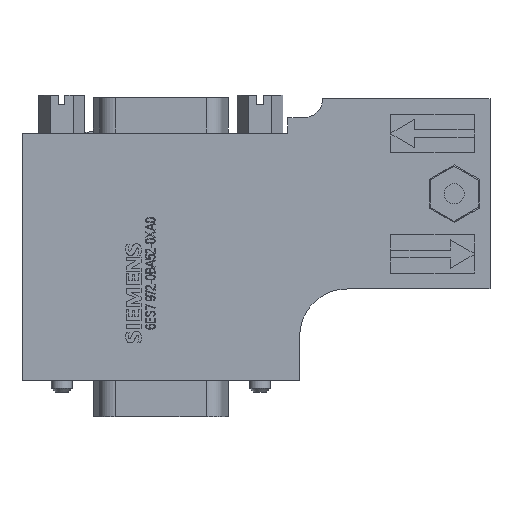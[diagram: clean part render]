
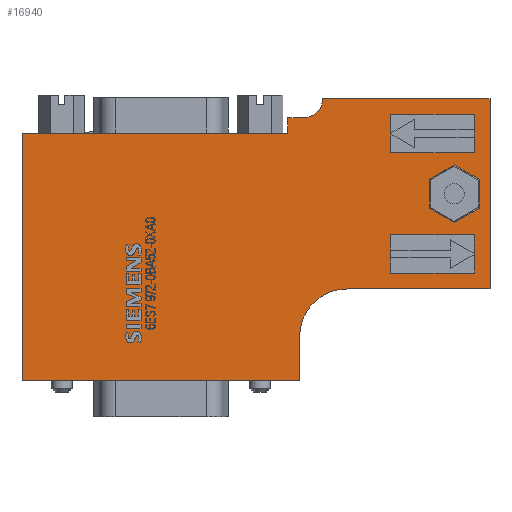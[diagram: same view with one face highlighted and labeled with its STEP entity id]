
A CAD part, left-side view. The second image highlights one B-rep face of the part: STEP entity #16940.
In plain terms, the highlighted face is planar.
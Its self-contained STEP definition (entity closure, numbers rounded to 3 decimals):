
#240=LINE('',#38241,#3023);
#241=LINE('',#38244,#3024);
#242=LINE('',#38246,#3025);
#243=LINE('',#38248,#3026);
#244=LINE('',#38250,#3027);
#245=LINE('',#38252,#3028);
#246=LINE('',#38254,#3029);
#247=LINE('',#38256,#3030);
#248=LINE('',#38257,#3031);
#249=LINE('',#38262,#3032);
#250=LINE('',#38264,#3033);
#251=LINE('',#38266,#3034);
#252=LINE('',#38268,#3035);
#253=LINE('',#38270,#3036);
#254=LINE('',#38272,#3037);
#255=LINE('',#38276,#3038);
#256=LINE('',#38278,#3039);
#257=LINE('',#38279,#3040);
#258=LINE('',#38282,#3041);
#259=LINE('',#38284,#3042);
#260=LINE('',#38286,#3043);
#261=LINE('',#38288,#3044);
#262=LINE('',#38290,#3045);
#263=LINE('',#38291,#3046);
#264=LINE('',#38294,#3047);
#265=LINE('',#38296,#3048);
#266=LINE('',#38298,#3049);
#267=LINE('',#38300,#3050);
#268=LINE('',#38302,#3051);
#269=LINE('',#38304,#3052);
#270=LINE('',#38306,#3053);
#3023=VECTOR('',#32679,1.);
#3024=VECTOR('',#32680,1.);
#3025=VECTOR('',#32681,1.);
#3026=VECTOR('',#32682,1.);
#3027=VECTOR('',#32683,1.);
#3028=VECTOR('',#32684,1.);
#3029=VECTOR('',#32685,1.);
#3030=VECTOR('',#32686,1.);
#3031=VECTOR('',#32687,1.);
#3032=VECTOR('',#32690,1.);
#3033=VECTOR('',#32691,1.);
#3034=VECTOR('',#32692,1.);
#3035=VECTOR('',#32693,1.);
#3036=VECTOR('',#32694,1.);
#3037=VECTOR('',#32695,1.);
#3038=VECTOR('',#32698,1.);
#3039=VECTOR('',#32699,1.);
#3040=VECTOR('',#32700,1.);
#3041=VECTOR('',#32701,1.);
#3042=VECTOR('',#32702,1.);
#3043=VECTOR('',#32703,1.);
#3044=VECTOR('',#32704,1.);
#3045=VECTOR('',#32705,1.);
#3046=VECTOR('',#32706,1.);
#3047=VECTOR('',#32707,1.);
#3048=VECTOR('',#32708,1.);
#3049=VECTOR('',#32709,1.);
#3050=VECTOR('',#32710,1.);
#3051=VECTOR('',#32711,1.);
#3052=VECTOR('',#32712,1.);
#3053=VECTOR('',#32713,1.);
#14767=PLANE('',#31306);
#16940=ADVANCED_FACE('',(#18237,#18238,#18239,#18240),#14767,.T.);
#18237=FACE_BOUND('',#18447,.T.);
#18238=FACE_BOUND('',#18448,.T.);
#18239=FACE_BOUND('',#18449,.T.);
#18240=FACE_BOUND('',#18450,.T.);
#18447=EDGE_LOOP('',(#19772,#19773,#19774,#19775,#19776,#19777,#19778,#19779));
#18448=EDGE_LOOP('',(#19780,#19781,#19782,#19783,#19784,#19785,#19786,#19787,
#19788,#19789,#19790));
#18449=EDGE_LOOP('',(#19791,#19792,#19793,#19794,#19795,#19796));
#18450=EDGE_LOOP('',(#19797,#19798,#19799,#19800,#19801,#19802,#19803,#19804));
#19772=ORIENTED_EDGE('',*,*,#28009,.T.);
#19773=ORIENTED_EDGE('',*,*,#28010,.F.);
#19774=ORIENTED_EDGE('',*,*,#28011,.F.);
#19775=ORIENTED_EDGE('',*,*,#28012,.F.);
#19776=ORIENTED_EDGE('',*,*,#28013,.T.);
#19777=ORIENTED_EDGE('',*,*,#28014,.T.);
#19778=ORIENTED_EDGE('',*,*,#28015,.T.);
#19779=ORIENTED_EDGE('',*,*,#28016,.T.);
#19780=ORIENTED_EDGE('',*,*,#28017,.F.);
#19781=ORIENTED_EDGE('',*,*,#28018,.F.);
#19782=ORIENTED_EDGE('',*,*,#28019,.F.);
#19783=ORIENTED_EDGE('',*,*,#28020,.F.);
#19784=ORIENTED_EDGE('',*,*,#28021,.F.);
#19785=ORIENTED_EDGE('',*,*,#28022,.F.);
#19786=ORIENTED_EDGE('',*,*,#28023,.F.);
#19787=ORIENTED_EDGE('',*,*,#28024,.F.);
#19788=ORIENTED_EDGE('',*,*,#28025,.F.);
#19789=ORIENTED_EDGE('',*,*,#28026,.F.);
#19790=ORIENTED_EDGE('',*,*,#28027,.F.);
#19791=ORIENTED_EDGE('',*,*,#28028,.F.);
#19792=ORIENTED_EDGE('',*,*,#28029,.F.);
#19793=ORIENTED_EDGE('',*,*,#28030,.F.);
#19794=ORIENTED_EDGE('',*,*,#28031,.F.);
#19795=ORIENTED_EDGE('',*,*,#28032,.F.);
#19796=ORIENTED_EDGE('',*,*,#28033,.F.);
#19797=ORIENTED_EDGE('',*,*,#28034,.F.);
#19798=ORIENTED_EDGE('',*,*,#28035,.F.);
#19799=ORIENTED_EDGE('',*,*,#28036,.F.);
#19800=ORIENTED_EDGE('',*,*,#28037,.F.);
#19801=ORIENTED_EDGE('',*,*,#28038,.F.);
#19802=ORIENTED_EDGE('',*,*,#28039,.F.);
#19803=ORIENTED_EDGE('',*,*,#28040,.F.);
#19804=ORIENTED_EDGE('',*,*,#28041,.F.);
#25938=VERTEX_POINT('',#38242);
#25939=VERTEX_POINT('',#38243);
#25940=VERTEX_POINT('',#38245);
#25941=VERTEX_POINT('',#38247);
#25942=VERTEX_POINT('',#38249);
#25943=VERTEX_POINT('',#38251);
#25944=VERTEX_POINT('',#38253);
#25945=VERTEX_POINT('',#38255);
#25946=VERTEX_POINT('',#38258);
#25947=VERTEX_POINT('',#38259);
#25948=VERTEX_POINT('',#38261);
#25949=VERTEX_POINT('',#38263);
#25950=VERTEX_POINT('',#38265);
#25951=VERTEX_POINT('',#38267);
#25952=VERTEX_POINT('',#38269);
#25953=VERTEX_POINT('',#38271);
#25954=VERTEX_POINT('',#38273);
#25955=VERTEX_POINT('',#38275);
#25956=VERTEX_POINT('',#38277);
#25957=VERTEX_POINT('',#38280);
#25958=VERTEX_POINT('',#38281);
#25959=VERTEX_POINT('',#38283);
#25960=VERTEX_POINT('',#38285);
#25961=VERTEX_POINT('',#38287);
#25962=VERTEX_POINT('',#38289);
#25963=VERTEX_POINT('',#38292);
#25964=VERTEX_POINT('',#38293);
#25965=VERTEX_POINT('',#38295);
#25966=VERTEX_POINT('',#38297);
#25967=VERTEX_POINT('',#38299);
#25968=VERTEX_POINT('',#38301);
#25969=VERTEX_POINT('',#38303);
#25970=VERTEX_POINT('',#38305);
#28009=EDGE_CURVE('',#25938,#25939,#240,.T.);
#28010=EDGE_CURVE('',#25940,#25939,#241,.T.);
#28011=EDGE_CURVE('',#25941,#25940,#242,.T.);
#28012=EDGE_CURVE('',#25942,#25941,#243,.T.);
#28013=EDGE_CURVE('',#25942,#25943,#244,.T.);
#28014=EDGE_CURVE('',#25943,#25944,#245,.T.);
#28015=EDGE_CURVE('',#25944,#25945,#246,.T.);
#28016=EDGE_CURVE('',#25945,#25938,#247,.T.);
#28017=EDGE_CURVE('',#25946,#25947,#248,.T.);
#28018=EDGE_CURVE('',#25948,#25946,#31093,.T.);
#28019=EDGE_CURVE('',#25949,#25948,#249,.T.);
#28020=EDGE_CURVE('',#25950,#25949,#250,.T.);
#28021=EDGE_CURVE('',#25951,#25950,#251,.T.);
#28022=EDGE_CURVE('',#25952,#25951,#252,.T.);
#28023=EDGE_CURVE('',#25953,#25952,#253,.T.);
#28024=EDGE_CURVE('',#25954,#25953,#254,.T.);
#28025=EDGE_CURVE('',#25955,#25954,#31094,.T.);
#28026=EDGE_CURVE('',#25956,#25955,#255,.T.);
#28027=EDGE_CURVE('',#25947,#25956,#256,.T.);
#28028=EDGE_CURVE('',#25957,#25958,#257,.T.);
#28029=EDGE_CURVE('',#25959,#25957,#258,.T.);
#28030=EDGE_CURVE('',#25960,#25959,#259,.T.);
#28031=EDGE_CURVE('',#25961,#25960,#260,.T.);
#28032=EDGE_CURVE('',#25962,#25961,#261,.T.);
#28033=EDGE_CURVE('',#25958,#25962,#262,.T.);
#28034=EDGE_CURVE('',#25963,#25964,#263,.T.);
#28035=EDGE_CURVE('',#25965,#25963,#264,.T.);
#28036=EDGE_CURVE('',#25966,#25965,#265,.T.);
#28037=EDGE_CURVE('',#25967,#25966,#266,.T.);
#28038=EDGE_CURVE('',#25968,#25967,#267,.T.);
#28039=EDGE_CURVE('',#25969,#25968,#268,.T.);
#28040=EDGE_CURVE('',#25970,#25969,#269,.T.);
#28041=EDGE_CURVE('',#25964,#25970,#270,.T.);
#31093=CIRCLE('',#31304,2.4);
#31094=CIRCLE('',#31305,6.);
#31304=AXIS2_PLACEMENT_3D('',#38260,#32688,#32689);
#31305=AXIS2_PLACEMENT_3D('',#38274,#32696,#32697);
#31306=AXIS2_PLACEMENT_3D('',#38307,#32714,#32715);
#32679=DIRECTION('',(1.,0.,0.));
#32680=DIRECTION('',(-1.,0.,0.));
#32681=DIRECTION('',(0.,0.,1.));
#32682=DIRECTION('',(1.,0.,0.));
#32683=DIRECTION('',(-1.,0.,0.));
#32684=DIRECTION('',(-1.,0.,0.));
#32685=DIRECTION('',(0.,0.,1.));
#32686=DIRECTION('',(1.,0.,0.));
#32687=DIRECTION('',(0.,0.,1.));
#32688=DIRECTION('',(0.,-1.,0.));
#32689=DIRECTION('',(0.294,0.,0.956));
#32690=DIRECTION('',(0.,0.,1.));
#32691=DIRECTION('',(-1.,0.,0.));
#32692=DIRECTION('',(0.,0.,1.));
#32693=DIRECTION('',(-1.,0.,0.));
#32694=DIRECTION('',(0.,0.,-1.));
#32695=DIRECTION('',(1.,0.,0.));
#32696=DIRECTION('',(0.,-1.,0.));
#32697=DIRECTION('',(0.,0.,-1.));
#32698=DIRECTION('',(0.,0.,-1.));
#32699=DIRECTION('',(1.,0.,0.));
#32700=DIRECTION('',(0.5,0.,-0.866));
#32701=DIRECTION('',(-0.5,0.,-0.866));
#32702=DIRECTION('',(-1.,0.,0.));
#32703=DIRECTION('',(-0.5,0.,0.866));
#32704=DIRECTION('',(0.5,0.,0.866));
#32705=DIRECTION('',(1.,0.,0.));
#32706=DIRECTION('',(1.,0.,0.));
#32707=DIRECTION('',(1.,0.,0.));
#32708=DIRECTION('',(1.,0.,0.));
#32709=DIRECTION('',(0.,0.,-1.));
#32710=DIRECTION('',(-1.,0.,0.));
#32711=DIRECTION('',(-1.,0.,0.));
#32712=DIRECTION('',(-1.,0.,0.));
#32713=DIRECTION('',(0.,0.,1.));
#32714=DIRECTION('',(0.,-1.,0.));
#32715=DIRECTION('',(0.,0.,-1.));
#38241=CARTESIAN_POINT('',(-34.1,-9.4,55.5));
#38242=CARTESIAN_POINT('',(-34.1,-9.4,55.5));
#38243=CARTESIAN_POINT('',(-33.1,-9.4,55.5));
#38244=CARTESIAN_POINT('',(-31.15,-9.4,55.5));
#38245=CARTESIAN_POINT('',(-31.15,-9.4,55.5));
#38246=CARTESIAN_POINT('',(-31.15,-9.4,45.));
#38247=CARTESIAN_POINT('',(-31.15,-9.4,45.));
#38248=CARTESIAN_POINT('',(-33.542,-9.4,45.));
#38249=CARTESIAN_POINT('',(-33.542,-9.4,45.));
#38250=CARTESIAN_POINT('',(-33.542,-9.4,45.));
#38251=CARTESIAN_POINT('',(-33.658,-9.4,45.));
#38252=CARTESIAN_POINT('',(-33.658,-9.4,45.));
#38253=CARTESIAN_POINT('',(-36.,-9.4,45.));
#38254=CARTESIAN_POINT('',(-36.,-9.4,45.));
#38255=CARTESIAN_POINT('',(-36.,-9.4,55.5));
#38256=CARTESIAN_POINT('',(-36.,-9.4,55.5));
#38257=CARTESIAN_POINT('',(-38.,-9.4,36.4));
#38258=CARTESIAN_POINT('',(-38.,-9.4,36.4));
#38259=CARTESIAN_POINT('',(-38.,-9.4,57.5));
#38260=CARTESIAN_POINT('',(-38.,-9.4,34.));
#38261=CARTESIAN_POINT('',(-35.6,-9.4,34.));
#38262=CARTESIAN_POINT('',(-35.6,-9.4,32.));
#38263=CARTESIAN_POINT('',(-35.6,-9.4,32.));
#38264=CARTESIAN_POINT('',(-33.6,-9.4,32.));
#38265=CARTESIAN_POINT('',(-33.6,-9.4,32.));
#38266=CARTESIAN_POINT('',(-33.6,-9.4,-1.5));
#38267=CARTESIAN_POINT('',(-33.6,-9.4,-1.5));
#38268=CARTESIAN_POINT('',(-2.4,-9.4,-1.5));
#38269=CARTESIAN_POINT('',(-2.4,-9.4,-1.5));
#38270=CARTESIAN_POINT('',(-2.4,-9.4,33.5));
#38271=CARTESIAN_POINT('',(-2.4,-9.4,33.5));
#38272=CARTESIAN_POINT('',(-8.,-9.4,33.5));
#38273=CARTESIAN_POINT('',(-8.,-9.4,33.5));
#38274=CARTESIAN_POINT('',(-8.,-9.4,39.5));
#38275=CARTESIAN_POINT('',(-14.,-9.4,39.5));
#38276=CARTESIAN_POINT('',(-14.,-9.4,57.5));
#38277=CARTESIAN_POINT('',(-14.,-9.4,57.5));
#38278=CARTESIAN_POINT('',(-38.,-9.4,57.5));
#38279=CARTESIAN_POINT('',(-29.637,-9.4,53.));
#38280=CARTESIAN_POINT('',(-29.637,-9.4,53.));
#38281=CARTESIAN_POINT('',(-27.819,-9.4,49.85));
#38282=CARTESIAN_POINT('',(-27.819,-9.4,56.15));
#38283=CARTESIAN_POINT('',(-27.819,-9.4,56.15));
#38284=CARTESIAN_POINT('',(-24.181,-9.4,56.15));
#38285=CARTESIAN_POINT('',(-24.181,-9.4,56.15));
#38286=CARTESIAN_POINT('',(-22.363,-9.4,53.));
#38287=CARTESIAN_POINT('',(-22.363,-9.4,53.));
#38288=CARTESIAN_POINT('',(-24.181,-9.4,49.85));
#38289=CARTESIAN_POINT('',(-24.181,-9.4,49.85));
#38290=CARTESIAN_POINT('',(-27.819,-9.4,49.85));
#38291=CARTESIAN_POINT('',(-17.9,-9.4,45.));
#38292=CARTESIAN_POINT('',(-17.9,-9.4,45.));
#38293=CARTESIAN_POINT('',(-16.,-9.4,45.));
#38294=CARTESIAN_POINT('',(-18.9,-9.4,45.));
#38295=CARTESIAN_POINT('',(-18.9,-9.4,45.));
#38296=CARTESIAN_POINT('',(-20.85,-9.4,45.));
#38297=CARTESIAN_POINT('',(-20.85,-9.4,45.));
#38298=CARTESIAN_POINT('',(-20.85,-9.4,55.5));
#38299=CARTESIAN_POINT('',(-20.85,-9.4,55.5));
#38300=CARTESIAN_POINT('',(-18.458,-9.4,55.5));
#38301=CARTESIAN_POINT('',(-18.458,-9.4,55.5));
#38302=CARTESIAN_POINT('',(-18.342,-9.4,55.5));
#38303=CARTESIAN_POINT('',(-18.342,-9.4,55.5));
#38304=CARTESIAN_POINT('',(-16.,-9.4,55.5));
#38305=CARTESIAN_POINT('',(-16.,-9.4,55.5));
#38306=CARTESIAN_POINT('',(-16.,-9.4,45.));
#38307=CARTESIAN_POINT('',(-8.,-9.4,39.5));
